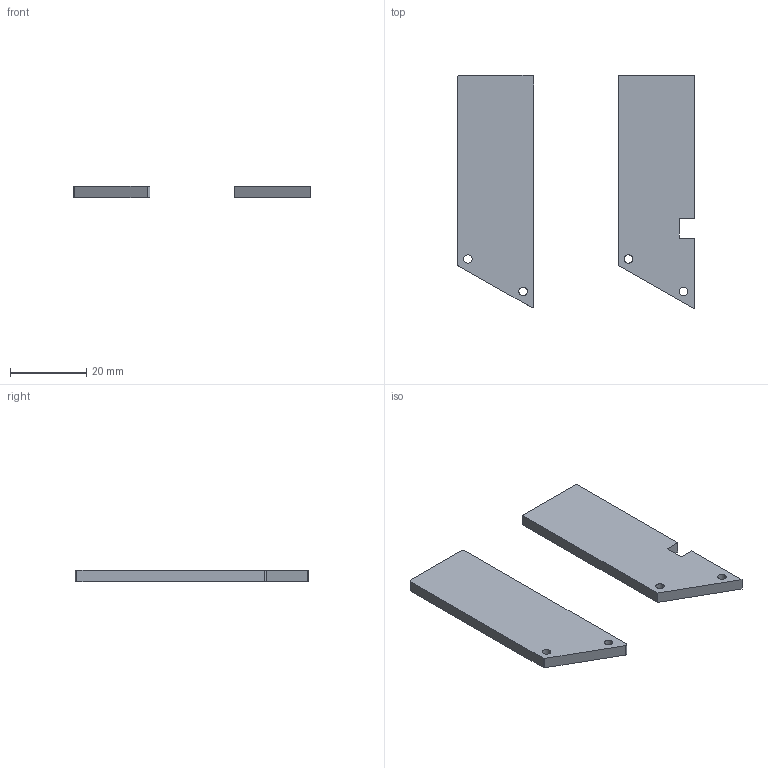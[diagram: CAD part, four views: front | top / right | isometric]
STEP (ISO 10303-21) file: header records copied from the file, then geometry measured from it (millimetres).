
FILE_DESCRIPTION(('HOOPS Exchange Step'),'2;1');
FILE_NAME('temp_export','2022-01-20T21:36:56+19:00',('mobile'),('Shapr3D Limited'),'HOOPS Exchange 2021.2','Shapr3D','Authorized');
FILE_SCHEMA( ('AP203_CONFIGURATION_CONTROLLED_3D_DESIGN_OF_MECHANICAL_PARTS_AND_ASSEMBLIES_MIM_LF') );
Length unit declared in the file: millimetre
Products named in the file (1): E6B7C4BA-1D70-4653-A066-EDD3F5ECE7D2.tmp
Bounding box: 62 x 61.22 x 3 mm (x, y, z)
Volume: 6555.4 mm3; surface area: 5398.2 mm2
Topology: 2 solids, 2 shells, 24 faces, 68 edges, 48 vertices
Faces by surface type: plane 16, cylinder 8
Full cylindrical faces by diameter (mm): 2.2 x4
Entity records: 839 total; most frequent: DIRECTION 142, CARTESIAN_POINT 141, ORIENTED_EDGE 136, EDGE_CURVE 68, AXIS2_PLACEMENT_3D 49, VERTEX_POINT 48, VECTOR 44, LINE 44
